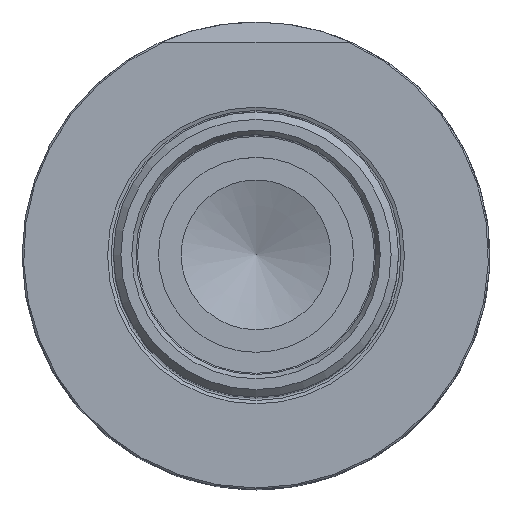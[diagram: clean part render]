
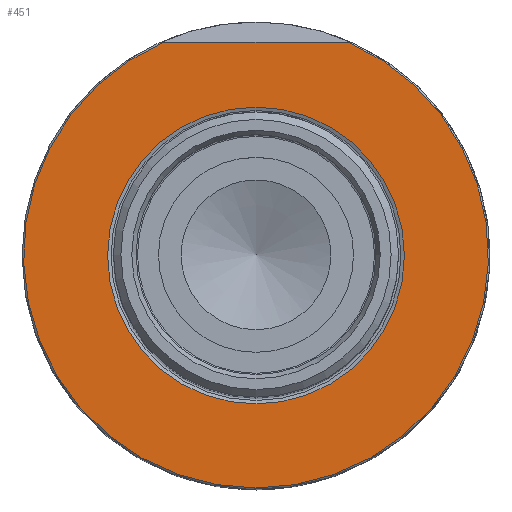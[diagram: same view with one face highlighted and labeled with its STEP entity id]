
A CAD part, top view. The second image highlights one B-rep face of the part: STEP entity #451.
In plain terms, the highlighted planar face has unit normal (0, 0, 1).
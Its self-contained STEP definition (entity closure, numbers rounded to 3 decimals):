
#229=PLANE('',#4554);
#328=FACE_BOUND('',#977,.T.);
#329=FACE_BOUND('',#978,.T.);
#451=ADVANCED_FACE('CN_SU_1',(#328,#329),#229,.F.);
#977=EDGE_LOOP('',(#2149));
#978=EDGE_LOOP('',(#2150,#2151));
#1265=CIRCLE('',#4552,19.821);
#1266=CIRCLE('',#4553,31.05);
#1403=LINE('',#6848,#1627);
#1627=VECTOR('',#5144,1.);
#2149=ORIENTED_EDGE('',*,*,#3764,.F.);
#2150=ORIENTED_EDGE('',*,*,#3765,.F.);
#2151=ORIENTED_EDGE('',*,*,#3766,.T.);
#3331=VERTEX_POINT('',#6847);
#3332=VERTEX_POINT('',#6849);
#3333=VERTEX_POINT('',#6850);
#3764=EDGE_CURVE('',#3331,#3331,#1265,.T.);
#3765=EDGE_CURVE('',#3332,#3333,#1403,.T.);
#3766=EDGE_CURVE('',#3332,#3333,#1266,.T.);
#4552=AXIS2_PLACEMENT_3D('',#6846,#5142,#5143);
#4553=AXIS2_PLACEMENT_3D('',#6851,#5145,#5146);
#4554=AXIS2_PLACEMENT_3D('',#6852,#5147,#5148);
#5142=DIRECTION('',(0.,0.,1.));
#5143=DIRECTION('',(1.,0.,0.));
#5144=DIRECTION('',(1.,0.,0.));
#5145=DIRECTION('',(0.,0.,1.));
#5146=DIRECTION('',(-1.,0.,0.));
#5147=DIRECTION('',(0.,0.,-1.));
#5148=DIRECTION('',(-1.,0.,0.));
#6846=CARTESIAN_POINT('',(0.,0.,0.));
#6847=CARTESIAN_POINT('',(19.821,0.,0.));
#6848=CARTESIAN_POINT('',(-25.,28.5,0.));
#6849=CARTESIAN_POINT('',(-12.323,28.5,0.));
#6850=CARTESIAN_POINT('',(12.323,28.5,0.));
#6851=CARTESIAN_POINT('',(0.,0.,0.));
#6852=CARTESIAN_POINT('',(0.,-31.25,0.));
